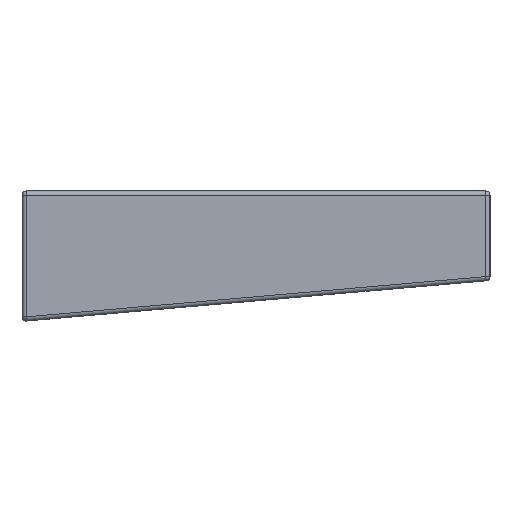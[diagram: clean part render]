
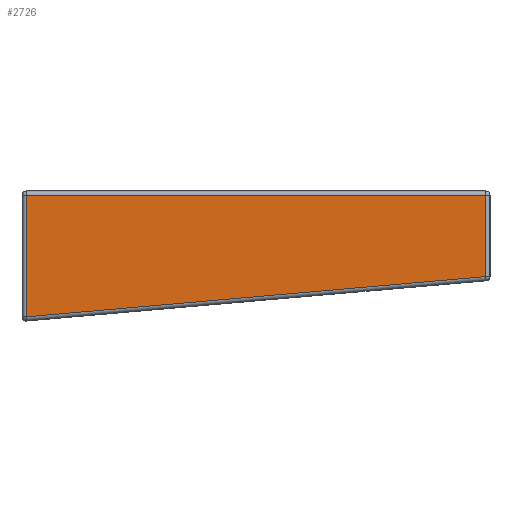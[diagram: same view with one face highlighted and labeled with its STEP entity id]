
A CAD part, left-side view. The second image highlights one B-rep face of the part: STEP entity #2726.
In plain terms, the highlighted planar face has unit normal (-1, 0, 0).
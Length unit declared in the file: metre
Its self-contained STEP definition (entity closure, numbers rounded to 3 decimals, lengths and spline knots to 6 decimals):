
#40=PLANE('',#2965);
#166=LINE('',#4451,#402);
#167=LINE('',#4454,#403);
#168=LINE('',#4456,#404);
#169=LINE('',#4458,#405);
#402=VECTOR('',#3462,1.);
#403=VECTOR('',#3463,1.);
#404=VECTOR('',#3464,1.);
#405=VECTOR('',#3465,1.);
#707=ORIENTED_EDGE('',*,*,#1534,.T.);
#708=ORIENTED_EDGE('',*,*,#1535,.T.);
#709=ORIENTED_EDGE('',*,*,#1536,.T.);
#710=ORIENTED_EDGE('',*,*,#1537,.T.);
#1534=EDGE_CURVE('',#1942,#1943,#166,.T.);
#1535=EDGE_CURVE('',#1943,#1944,#167,.F.);
#1536=EDGE_CURVE('',#1944,#1945,#168,.F.);
#1537=EDGE_CURVE('',#1945,#1942,#169,.F.);
#1942=VERTEX_POINT('',#4452);
#1943=VERTEX_POINT('',#4453);
#1944=VERTEX_POINT('',#4455);
#1945=VERTEX_POINT('',#4457);
#2283=EDGE_LOOP('',(#707,#708,#709,#710));
#2463=FACE_BOUND('',#2283,.T.);
#2726=ADVANCED_FACE('',(#2463),#40,.F.);
#2965=AXIS2_PLACEMENT_3D('',#4450,#3460,#3461);
#3460=DIRECTION('',(1.,0.,0.));
#3461=DIRECTION('',(0.,0.,-1.));
#3462=DIRECTION('',(0.,0.,-1.));
#3463=DIRECTION('',(0.,0.996,-0.087));
#3464=DIRECTION('',(0.,0.,-1.));
#3465=DIRECTION('',(0.,-1.,0.));
#4450=CARTESIAN_POINT('',(-0.095584,-0.039899,0.0212));
#4451=CARTESIAN_POINT('',(-0.095584,0.014535,-0.0097));
#4452=CARTESIAN_POINT('',(-0.095584,0.014535,0.0202));
#4453=CARTESIAN_POINT('',(-0.095584,0.014535,-0.008608));
#4454=CARTESIAN_POINT('',(-0.095584,-0.042074,-0.003656));
#4455=CARTESIAN_POINT('',(-0.095584,-0.094334,0.000916));
#4456=CARTESIAN_POINT('',(-0.095584,-0.094334,0.0212));
#4457=CARTESIAN_POINT('',(-0.095584,-0.094334,0.0202));
#4458=CARTESIAN_POINT('',(-0.095584,0.015535,0.0202));
